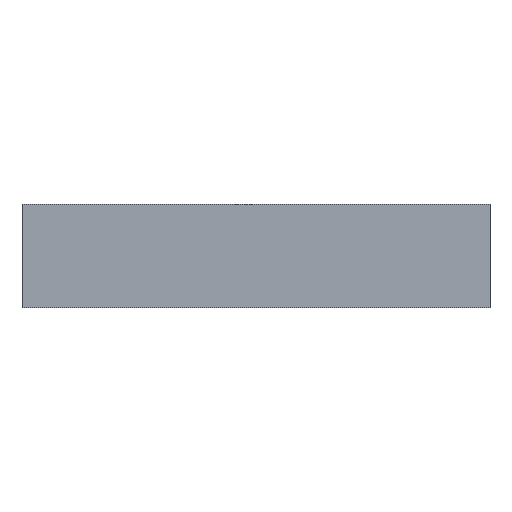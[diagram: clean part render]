
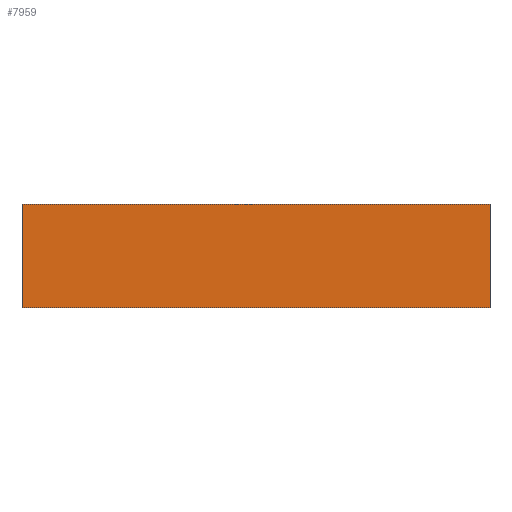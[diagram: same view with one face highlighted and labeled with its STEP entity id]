
A CAD part, front view. The second image highlights one B-rep face of the part: STEP entity #7959.
In plain terms, the highlighted planar face has unit normal (0, -1, 0).
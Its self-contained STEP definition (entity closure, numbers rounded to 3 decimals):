
#659 = DIRECTION ( 'NONE',  ( 1., 0., 0. ) ) ;
#1265 = ORIENTED_EDGE ( 'NONE', *, *, #11089, .T. ) ;
#1819 = EDGE_CURVE ( 'NONE', #35394, #6496, #18244, .T. ) ;
#2746 = PLANE ( 'NONE',  #19364 ) ;
#2919 = CARTESIAN_POINT ( 'NONE',  ( 0., -20., 0. ) ) ;
#3910 = ORIENTED_EDGE ( 'NONE', *, *, #35162, .T. ) ;
#4289 = LINE ( 'NONE', #31553, #10559 ) ;
#5424 = ORIENTED_EDGE ( 'NONE', *, *, #32314, .T. ) ;
#6496 = VERTEX_POINT ( 'NONE', #27867 ) ;
#7959 = ADVANCED_FACE ( 'NONE', ( #32529 ), #2746, .T. ) ;
#8720 = CARTESIAN_POINT ( 'NONE',  ( -293., -20., -65. ) ) ;
#9968 = CARTESIAN_POINT ( 'NONE',  ( 293., -20., 65. ) ) ;
#10059 = LINE ( 'NONE', #29226, #16912 ) ;
#10559 = VECTOR ( 'NONE', #17906, 1000. ) ;
#11089 = EDGE_CURVE ( 'NONE', #32338, #18962, #20850, .T. ) ;
#13154 = CARTESIAN_POINT ( 'NONE',  ( 293., -20., -65. ) ) ;
#13861 = DIRECTION ( 'NONE',  ( 0., -1., 0. ) ) ;
#15426 = EDGE_LOOP ( 'NONE', ( #3910, #1265, #5424, #27212 ) ) ;
#15645 = CARTESIAN_POINT ( 'NONE',  ( -293., -20., -65. ) ) ;
#16086 = DIRECTION ( 'NONE',  ( -1., 0., 0. ) ) ;
#16912 = VECTOR ( 'NONE', #32110, 1000. ) ;
#17906 = DIRECTION ( 'NONE',  ( 0., 0., 1. ) ) ;
#18244 = LINE ( 'NONE', #27192, #34840 ) ;
#18962 = VERTEX_POINT ( 'NONE', #13154 ) ;
#19364 = AXIS2_PLACEMENT_3D ( 'NONE', #2919, #13861, #24799 ) ;
#20850 = LINE ( 'NONE', #15645, #26603 ) ;
#24799 = DIRECTION ( 'NONE',  ( 0., 0., -1. ) ) ;
#26603 = VECTOR ( 'NONE', #659, 1000. ) ;
#27192 = CARTESIAN_POINT ( 'NONE',  ( -293., -20., 65. ) ) ;
#27212 = ORIENTED_EDGE ( 'NONE', *, *, #1819, .T. ) ;
#27867 = CARTESIAN_POINT ( 'NONE',  ( -293., -20., 65. ) ) ;
#29226 = CARTESIAN_POINT ( 'NONE',  ( -293., -20., 65. ) ) ;
#31553 = CARTESIAN_POINT ( 'NONE',  ( 293., -20., 65. ) ) ;
#32110 = DIRECTION ( 'NONE',  ( 0., 0., -1. ) ) ;
#32314 = EDGE_CURVE ( 'NONE', #18962, #35394, #4289, .T. ) ;
#32338 = VERTEX_POINT ( 'NONE', #8720 ) ;
#32529 = FACE_OUTER_BOUND ( 'NONE', #15426, .T. ) ;
#34840 = VECTOR ( 'NONE', #16086, 1000. ) ;
#35162 = EDGE_CURVE ( 'NONE', #6496, #32338, #10059, .T. ) ;
#35394 = VERTEX_POINT ( 'NONE', #9968 ) ;
